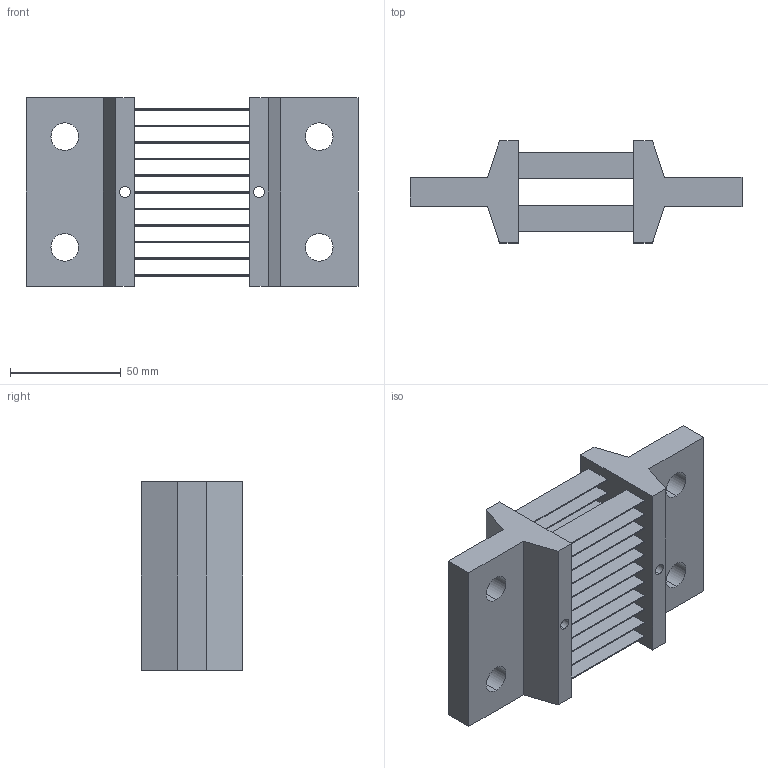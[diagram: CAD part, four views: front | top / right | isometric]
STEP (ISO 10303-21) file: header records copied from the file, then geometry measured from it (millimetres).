
FILE_DESCRIPTION (( 'STEP AP214' ), '1' );
FILE_NAME ('Shunt 1200A.STEP', '2022-02-11T00:53:11', ( '' ), ( '' ), 'SwSTEP 2.0', 'SolidWorks 2018', '' );
FILE_SCHEMA (( 'AUTOMOTIVE_DESIGN' ));
Length unit declared in the file: millimetre
Products named in the file (1): Shunt 1200A
Bounding box: 150 x 46 x 85 mm (x, y, z)
Volume: 170078.7 mm3; surface area: 65529.3 mm2
Topology: 1 solids, 1 shells, 120 faces, 348 edges, 232 vertices
Faces by surface type: plane 108, cylinder 12
Entity records: 4038 total; most frequent: CARTESIAN_POINT 701, ORIENTED_EDGE 696, DIRECTION 614, EDGE_CURVE 348, LINE 324, VECTOR 324, VERTEX_POINT 232, EDGE_LOOP 176
